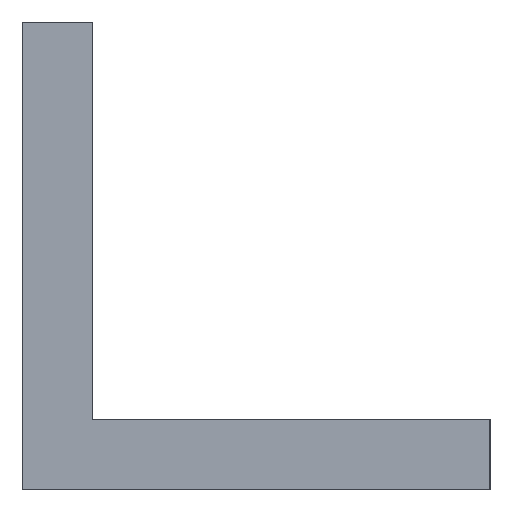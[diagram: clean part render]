
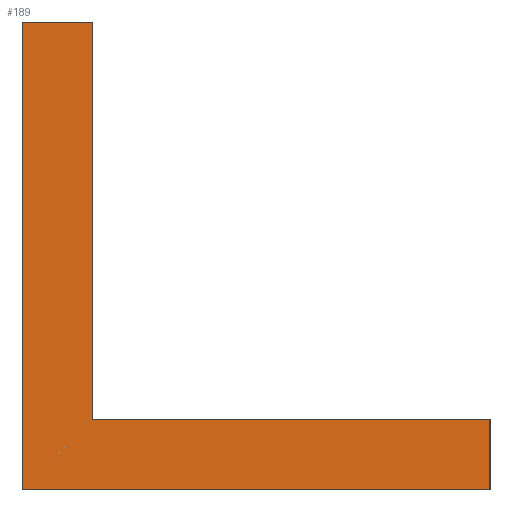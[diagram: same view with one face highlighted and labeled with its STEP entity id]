
A CAD part, left-side view. The second image highlights one B-rep face of the part: STEP entity #189.
In plain terms, the highlighted planar face has unit normal (-1, 0, 0).
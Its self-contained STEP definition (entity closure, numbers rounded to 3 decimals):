
#189=ADVANCED_FACE('',(#445),#446,.F.);
#445=FACE_OUTER_BOUND('',#733,.T.);
#446=PLANE('',#734);
#733=EDGE_LOOP('',(#1295,#1296,#1297,#1298,#1299,#1300));
#734=AXIS2_PLACEMENT_3D('',#1301,#1302,#1303);
#1295=ORIENTED_EDGE('',*,*,#1720,.F.);
#1296=ORIENTED_EDGE('',*,*,#1616,.F.);
#1297=ORIENTED_EDGE('',*,*,#1772,.T.);
#1298=ORIENTED_EDGE('',*,*,#1591,.F.);
#1299=ORIENTED_EDGE('',*,*,#1766,.F.);
#1300=ORIENTED_EDGE('',*,*,#1751,.F.);
#1301=CARTESIAN_POINT('',(0.,-1.5,10.0));
#1302=DIRECTION('',(1.0,0.0,0.0));
#1303=DIRECTION('',(0.0,0.0,-1.0));
#1591=EDGE_CURVE('',#1921,#1923,#1924,.T.);
#1616=EDGE_CURVE('',#1962,#1964,#1965,.T.);
#1720=EDGE_CURVE('',#1964,#2119,#2123,.T.);
#1751=EDGE_CURVE('',#2119,#2169,#2170,.T.);
#1766=EDGE_CURVE('',#2169,#1921,#2187,.T.);
#1772=EDGE_CURVE('',#1962,#1923,#2195,.T.);
#1921=VERTEX_POINT('',#2353);
#1923=VERTEX_POINT('',#2356);
#1924=LINE('',#2357,#2358);
#1962=VERTEX_POINT('',#2404);
#1964=VERTEX_POINT('',#2407);
#1965=LINE('',#2408,#2409);
#2119=VERTEX_POINT('',#2596);
#2123=LINE('',#2602,#2603);
#2169=VERTEX_POINT('',#2652);
#2170=LINE('',#2653,#2654);
#2187=LINE('',#2676,#2677);
#2195=LINE('',#2687,#2688);
#2353=CARTESIAN_POINT('',(0.0,-20.0,0.0));
#2356=CARTESIAN_POINT('',(0.,0.,0.));
#2357=CARTESIAN_POINT('',(0.,-1.5,0.));
#2358=VECTOR('',#2875,1.0);
#2404=CARTESIAN_POINT('',(0.,0.,20.0));
#2407=CARTESIAN_POINT('',(0.,-3.,20.0));
#2408=CARTESIAN_POINT('',(0.,-1.5,20.0));
#2409=VECTOR('',#2912,1.0);
#2596=CARTESIAN_POINT('',(0.0,-3.,3.0));
#2602=CARTESIAN_POINT('',(0.,-3.,10.0));
#2603=VECTOR('',#3086,1.0);
#2652=CARTESIAN_POINT('',(0.0,-20.0,3.0));
#2653=CARTESIAN_POINT('',(0.0,-10.0,3.0));
#2654=VECTOR('',#3156,1.0);
#2676=CARTESIAN_POINT('',(0.0,-20.0,1.5));
#2677=VECTOR('',#3168,1.0);
#2687=CARTESIAN_POINT('',(0.,0.,10.0));
#2688=VECTOR('',#3174,1.0);
#2875=DIRECTION('',(0.0,1.0,0.0));
#2912=DIRECTION('',(0.0,-1.0,0.0));
#3086=DIRECTION('',(0.0,0.0,-1.0));
#3156=DIRECTION('',(0.0,-1.0,0.0));
#3168=DIRECTION('',(0.0,0.0,-1.0));
#3174=DIRECTION('',(0.0,0.0,-1.0));
